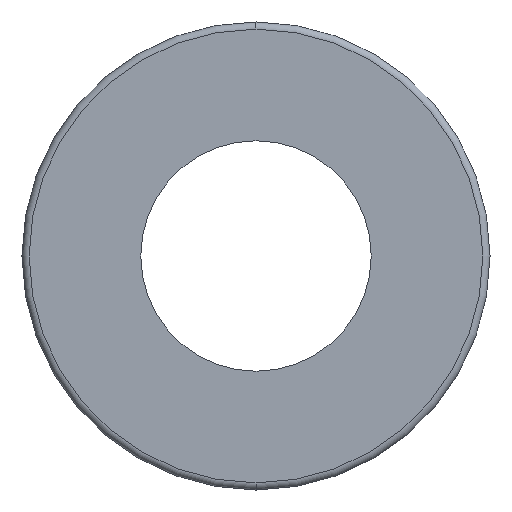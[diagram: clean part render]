
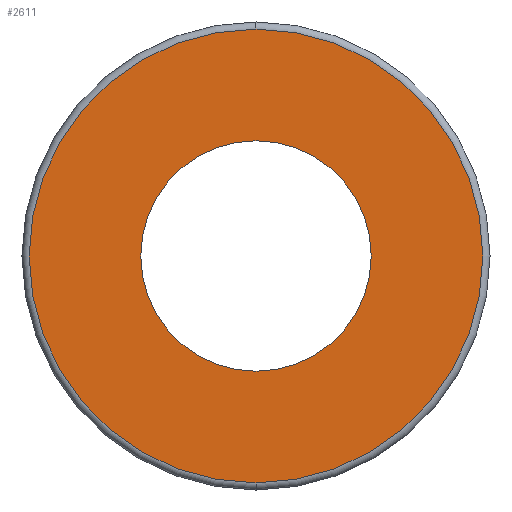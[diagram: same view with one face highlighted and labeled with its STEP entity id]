
A CAD part, left-side view. The second image highlights one B-rep face of the part: STEP entity #2611.
In plain terms, the highlighted planar face has unit normal (-1, 0, 0).
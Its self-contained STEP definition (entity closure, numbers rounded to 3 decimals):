
#206 = VERTEX_POINT ( 'NONE', #2070 ) ;
#250 = EDGE_LOOP ( 'NONE', ( #752, #487 ) ) ;
#324 = CIRCLE ( 'NONE', #1883, 8. ) ;
#344 = DIRECTION ( 'NONE',  ( 0., 0., -1. ) ) ;
#364 = CARTESIAN_POINT ( 'NONE',  ( -25.524, 0., 0. ) ) ;
#460 = AXIS2_PLACEMENT_3D ( 'NONE', #1354, #1124, #1150 ) ;
#487 = ORIENTED_EDGE ( 'NONE', *, *, #2373, .T. ) ;
#502 = FACE_BOUND ( 'NONE', #1006, .T. ) ;
#514 = PLANE ( 'NONE',  #460 ) ;
#527 = VERTEX_POINT ( 'NONE', #2592 ) ;
#729 = CARTESIAN_POINT ( 'NONE',  ( -25.524, 0., 0. ) ) ;
#752 = ORIENTED_EDGE ( 'NONE', *, *, #1415, .T. ) ;
#931 = CARTESIAN_POINT ( 'NONE',  ( -25.524, 0., -15.75 ) ) ;
#1006 = EDGE_LOOP ( 'NONE', ( #1474, #2161 ) ) ;
#1124 = DIRECTION ( 'NONE',  ( 1., 0., 0. ) ) ;
#1144 = CARTESIAN_POINT ( 'NONE',  ( -25.524, 0., 0. ) ) ;
#1150 = DIRECTION ( 'NONE',  ( 0., 0., -1. ) ) ;
#1354 = CARTESIAN_POINT ( 'NONE',  ( -25.524, 16.25, 0. ) ) ;
#1370 = AXIS2_PLACEMENT_3D ( 'NONE', #2167, #1969, #1784 ) ;
#1399 = DIRECTION ( 'NONE',  ( 0., 0., 1. ) ) ;
#1415 = EDGE_CURVE ( 'NONE', #2438, #206, #1619, .T. ) ;
#1474 = ORIENTED_EDGE ( 'NONE', *, *, #1706, .F. ) ;
#1619 = CIRCLE ( 'NONE', #1662, 15.75 ) ;
#1655 = VERTEX_POINT ( 'NONE', #2088 ) ;
#1662 = AXIS2_PLACEMENT_3D ( 'NONE', #729, #2615, #344 ) ;
#1706 = EDGE_CURVE ( 'NONE', #1655, #527, #324, .T. ) ;
#1714 = AXIS2_PLACEMENT_3D ( 'NONE', #364, #1787, #1773 ) ;
#1762 = EDGE_CURVE ( 'NONE', #527, #1655, #2536, .T. ) ;
#1773 = DIRECTION ( 'NONE',  ( 0., 0., 1. ) ) ;
#1784 = DIRECTION ( 'NONE',  ( 0., 0., -1. ) ) ;
#1787 = DIRECTION ( 'NONE',  ( -1., 0., 0. ) ) ;
#1805 = FACE_OUTER_BOUND ( 'NONE', #250, .T. ) ;
#1883 = AXIS2_PLACEMENT_3D ( 'NONE', #1144, #2180, #1399 ) ;
#1969 = DIRECTION ( 'NONE',  ( -1., 0., 0. ) ) ;
#2070 = CARTESIAN_POINT ( 'NONE',  ( -25.524, 0., 15.75 ) ) ;
#2088 = CARTESIAN_POINT ( 'NONE',  ( -25.524, 0., 8. ) ) ;
#2161 = ORIENTED_EDGE ( 'NONE', *, *, #1762, .F. ) ;
#2167 = CARTESIAN_POINT ( 'NONE',  ( -25.524, 0., 0. ) ) ;
#2180 = DIRECTION ( 'NONE',  ( -1., 0., 0. ) ) ;
#2272 = CIRCLE ( 'NONE', #1370, 15.75 ) ;
#2373 = EDGE_CURVE ( 'NONE', #206, #2438, #2272, .T. ) ;
#2438 = VERTEX_POINT ( 'NONE', #931 ) ;
#2536 = CIRCLE ( 'NONE', #1714, 8. ) ;
#2592 = CARTESIAN_POINT ( 'NONE',  ( -25.524, 0., -8. ) ) ;
#2611 = ADVANCED_FACE ( 'NONE', ( #1805, #502 ), #514, .F. ) ;
#2615 = DIRECTION ( 'NONE',  ( -1., 0., 0. ) ) ;
